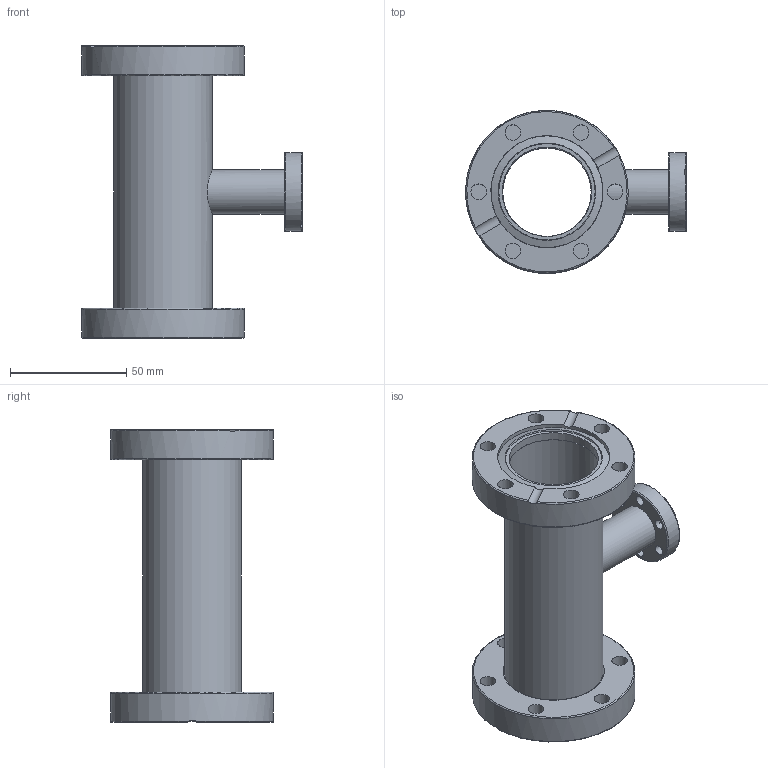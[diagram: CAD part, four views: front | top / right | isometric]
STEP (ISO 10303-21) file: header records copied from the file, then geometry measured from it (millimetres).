
FILE_DESCRIPTION((''),'2;1');
FILE_NAME('UTE3516RS-304.stp','2009-04-30T14:10:17',('hasers'),(''),'Autodesk Inventor 2008','Autodesk Inventor 2008','');
FILE_SCHEMA(('AUTOMOTIVE_DESIGN { 1 0 10303 214 1 1 1 1 }'));
Length unit declared in the file: millimetre
Products named in the file (8): UTE3516RS-304; Rohre [Subject [Summary]=normal][Keywords [Summary]=1.4404][Title [Summary]=42,4x2,0 (0,5m)]_1; Rohre [Subject [Summary]=normal][Keywords [Summary]=1.4301][Title [Summary]=19x1,5 (0,5m)]_1; CF-R [Subject [Summary]=-304][Title [Summary]=F16RIB19]; CF-R [Subject [Summary]=-304][Title [Summary]=F35RIB42]; CF-R [Subject [Summary]=-304][Title [Summary]=F35RO]; CF-R [Subject [Summary]=-304][Title [Summary]=F16RO]; CF-07 [Keywords [Summary]=1.4301][Company [Summary]=Vacom][Title [Summary]=F35B42]
Assembly tree (7 placements, depth 2):
  UTE3516RS-304
    Rohre [Subject [Summary]=normal][Keywords [Summary]=1.4404][Title [Summary]=42,4x2,0 (0,5m)]_1
    Rohre [Subject [Summary]=normal][Keywords [Summary]=1.4301][Title [Summary]=19x1,5 (0,5m)]_1
    CF-R [Subject [Summary]=-304][Title [Summary]=F16RIB19]
    CF-R [Subject [Summary]=-304][Title [Summary]=F35RIB42]
    CF-R [Subject [Summary]=-304][Title [Summary]=F35RO]
    CF-R [Subject [Summary]=-304][Title [Summary]=F16RO]
    CF-07 [Keywords [Summary]=1.4301][Company [Summary]=Vacom][Title [Summary]=F35B42]
Bounding box: 95 x 70 x 126 mm (x, y, z)
Volume: 93387.9 mm3; surface area: 62360.4 mm2
Topology: 7 solids, 7 shells, 98 faces, 249 edges, 167 vertices
Faces by surface type: bspline 34, cylinder 20, plane 18, torus 18, cone 8
Full cylindrical faces by diameter (mm): 16 x1, 19 x1, 21.3 x1, 22 x1, 34 x1, 38 x1, 38.4 x1, 42.4 x1, 42.6 x1, 48.1 x1, 48.3 x1, 48.9 x1, 70 x2
Entity records: 3815 total; most frequent: CARTESIAN_POINT 1678, DIRECTION 391, ORIENTED_EDGE 302, EDGE_LOOP 215, AXIS2_PLACEMENT_3D 189, EDGE_CURVE 151, VERTEX_POINT 132, FACE_BOUND 117
